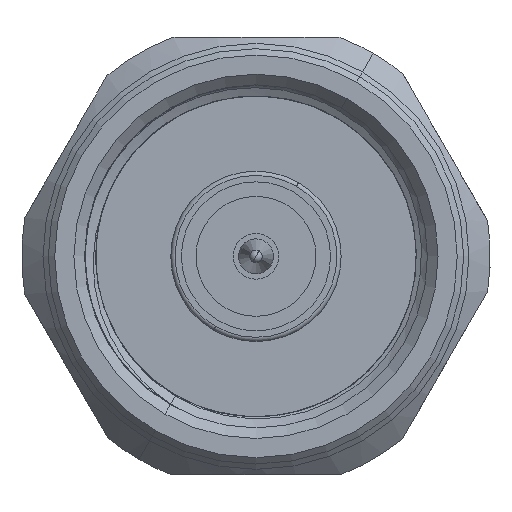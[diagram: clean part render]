
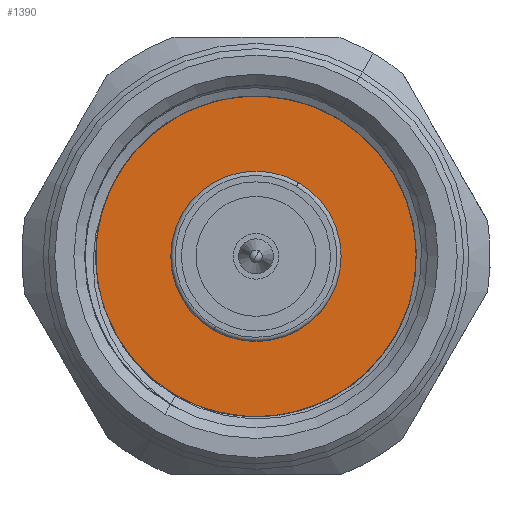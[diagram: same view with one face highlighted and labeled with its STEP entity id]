
A CAD part, left-side view. The second image highlights one B-rep face of the part: STEP entity #1390.
In plain terms, the highlighted face is planar.
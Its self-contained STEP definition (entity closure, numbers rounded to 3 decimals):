
#110 = DIRECTION ( 'NONE',  ( 0., -1., 0. ) ) ;
#245 = CARTESIAN_POINT ( 'NONE',  ( 8., 7.9, 0. ) ) ;
#393 = ORIENTED_EDGE ( 'NONE', *, *, #3007, .F. ) ;
#407 = PLANE ( 'NONE',  #2679 ) ;
#1171 = CARTESIAN_POINT ( 'NONE',  ( 0., 7.9, 0. ) ) ;
#1204 = DIRECTION ( 'NONE',  ( 1., 0., 0. ) ) ;
#1390 = ADVANCED_FACE ( 'NONE', ( #1647, #6473 ), #407, .F. ) ;
#1464 = ORIENTED_EDGE ( 'NONE', *, *, #3094, .T. ) ;
#1565 = CARTESIAN_POINT ( 'NONE',  ( 0., 7.9, -4. ) ) ;
#1647 = FACE_BOUND ( 'NONE', #5814, .T. ) ;
#1739 = EDGE_LOOP ( 'NONE', ( #393, #4361 ) ) ;
#1798 = DIRECTION ( 'NONE',  ( 1., 0., 0. ) ) ;
#2024 = EDGE_CURVE ( 'NONE', #6529, #5936, #4071, .T. ) ;
#2042 = CIRCLE ( 'NONE', #4554, 8. ) ;
#2254 = VERTEX_POINT ( 'NONE', #245 ) ;
#2309 = CARTESIAN_POINT ( 'NONE',  ( 0., 7.9, 0. ) ) ;
#2679 = AXIS2_PLACEMENT_3D ( 'NONE', #4578, #4046, #3517 ) ;
#2735 = ORIENTED_EDGE ( 'NONE', *, *, #2024, .T. ) ;
#2934 = CARTESIAN_POINT ( 'NONE',  ( 0., 7.9, 0. ) ) ;
#3007 = EDGE_CURVE ( 'NONE', #5533, #2254, #6060, .T. ) ;
#3094 = EDGE_CURVE ( 'NONE', #5936, #6529, #4675, .T. ) ;
#3183 = AXIS2_PLACEMENT_3D ( 'NONE', #2309, #5438, #1798 ) ;
#3462 = DIRECTION ( 'NONE',  ( 1., 0., 0. ) ) ;
#3517 = DIRECTION ( 'NONE',  ( 1., 0., 0. ) ) ;
#3744 = DIRECTION ( 'NONE',  ( 1., 0., 0. ) ) ;
#3847 = CARTESIAN_POINT ( 'NONE',  ( 0., 7.9, 4. ) ) ;
#4046 = DIRECTION ( 'NONE',  ( 0., -1., 0. ) ) ;
#4071 = CIRCLE ( 'NONE', #4669, 4. ) ;
#4194 = EDGE_CURVE ( 'NONE', #2254, #5533, #2042, .T. ) ;
#4319 = CARTESIAN_POINT ( 'NONE',  ( 0., 7.9, 0. ) ) ;
#4361 = ORIENTED_EDGE ( 'NONE', *, *, #4194, .F. ) ;
#4554 = AXIS2_PLACEMENT_3D ( 'NONE', #2934, #6604, #3462 ) ;
#4578 = CARTESIAN_POINT ( 'NONE',  ( 0., 7.9, 0. ) ) ;
#4669 = AXIS2_PLACEMENT_3D ( 'NONE', #4319, #5571, #1204 ) ;
#4675 = CIRCLE ( 'NONE', #5661, 4. ) ;
#5438 = DIRECTION ( 'NONE',  ( 0., -1., 0. ) ) ;
#5533 = VERTEX_POINT ( 'NONE', #6724 ) ;
#5571 = DIRECTION ( 'NONE',  ( 0., -1., 0. ) ) ;
#5661 = AXIS2_PLACEMENT_3D ( 'NONE', #1171, #110, #3744 ) ;
#5814 = EDGE_LOOP ( 'NONE', ( #1464, #2735 ) ) ;
#5936 = VERTEX_POINT ( 'NONE', #3847 ) ;
#6060 = CIRCLE ( 'NONE', #3183, 8. ) ;
#6473 = FACE_OUTER_BOUND ( 'NONE', #1739, .T. ) ;
#6529 = VERTEX_POINT ( 'NONE', #1565 ) ;
#6604 = DIRECTION ( 'NONE',  ( 0., -1., 0. ) ) ;
#6724 = CARTESIAN_POINT ( 'NONE',  ( -8., 7.9, 0. ) ) ;
